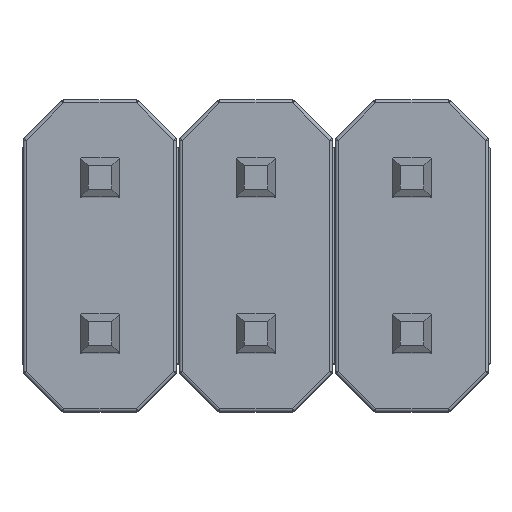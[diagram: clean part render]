
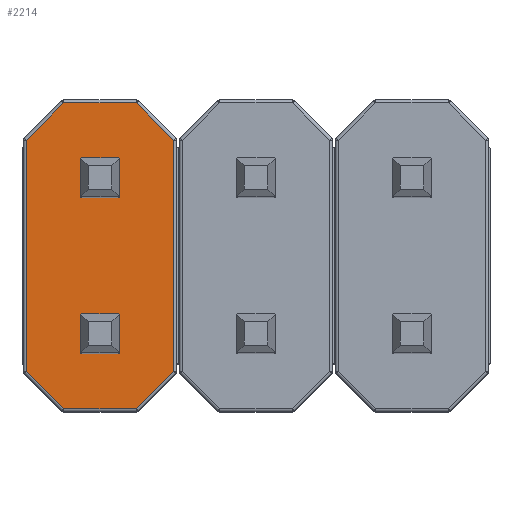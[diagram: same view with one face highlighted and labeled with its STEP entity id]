
A CAD part, top view. The second image highlights one B-rep face of the part: STEP entity #2214.
In plain terms, the highlighted planar face has unit normal (0, 0, 1).
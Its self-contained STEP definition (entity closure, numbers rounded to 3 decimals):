
#92=FACE_BOUND('',#386,.T.);
#93=FACE_BOUND('',#387,.T.);
#263=FACE_OUTER_BOUND('',#385,.T.);
#385=EDGE_LOOP('',(#1714,#1715,#1716,#1717,#1718,#1719,#1720,#1721));
#386=EDGE_LOOP('',(#1722,#1723,#1724,#1725,#1726,#1727,#1728,#1729,#1730,
#1731,#1732,#1733));
#387=EDGE_LOOP('',(#1734,#1735,#1736,#1737,#1738,#1739,#1740,#1741,#1742,
#1743,#1744,#1745));
#426=LINE('',#3168,#642);
#434=LINE('',#3186,#650);
#442=LINE('',#3204,#658);
#453=LINE('',#3234,#669);
#480=LINE('',#3303,#696);
#483=LINE('',#3309,#699);
#484=LINE('',#3311,#700);
#486=LINE('',#3314,#702);
#488=LINE('',#3318,#704);
#493=LINE('',#3327,#709);
#495=LINE('',#3333,#711);
#501=LINE('',#3345,#717);
#503=LINE('',#3351,#719);
#509=LINE('',#3363,#725);
#511=LINE('',#3368,#727);
#515=LINE('',#3375,#731);
#517=LINE('',#3380,#733);
#521=LINE('',#3387,#737);
#548=LINE('',#3510,#764);
#551=LINE('',#3542,#767);
#554=LINE('',#3565,#770);
#555=LINE('',#3573,#771);
#557=LINE('',#3576,#773);
#560=LINE('',#3582,#776);
#572=LINE('',#3600,#788);
#579=LINE('',#3611,#795);
#586=LINE('',#3624,#802);
#587=LINE('',#3625,#803);
#588=LINE('',#3626,#804);
#589=LINE('',#3627,#805);
#590=LINE('',#3628,#806);
#591=LINE('',#3629,#807);
#642=VECTOR('',#2524,10.);
#650=VECTOR('',#2536,10.);
#658=VECTOR('',#2548,10.);
#669=VECTOR('',#2575,10.);
#696=VECTOR('',#2652,10.);
#699=VECTOR('',#2657,10.);
#700=VECTOR('',#2660,10.);
#702=VECTOR('',#2664,10.);
#704=VECTOR('',#2668,10.);
#709=VECTOR('',#2675,10.);
#711=VECTOR('',#2679,10.);
#717=VECTOR('',#2687,10.);
#719=VECTOR('',#2691,10.);
#725=VECTOR('',#2699,10.);
#727=VECTOR('',#2703,10.);
#731=VECTOR('',#2709,10.);
#733=VECTOR('',#2713,10.);
#737=VECTOR('',#2719,10.);
#764=VECTOR('',#2850,10.);
#767=VECTOR('',#2889,10.);
#770=VECTOR('',#2918,10.);
#771=VECTOR('',#2929,10.);
#773=VECTOR('',#2933,10.);
#776=VECTOR('',#2942,10.);
#788=VECTOR('',#2966,10.);
#795=VECTOR('',#2981,10.);
#802=VECTOR('',#3000,10.);
#803=VECTOR('',#3001,10.);
#804=VECTOR('',#3002,10.);
#805=VECTOR('',#3003,10.);
#806=VECTOR('',#3004,10.);
#807=VECTOR('',#3005,10.);
#858=VERTEX_POINT('',#3166);
#859=VERTEX_POINT('',#3167);
#866=VERTEX_POINT('',#3184);
#867=VERTEX_POINT('',#3185);
#874=VERTEX_POINT('',#3202);
#875=VERTEX_POINT('',#3203);
#880=VERTEX_POINT('',#3217);
#886=VERTEX_POINT('',#3233);
#903=VERTEX_POINT('',#3301);
#905=VERTEX_POINT('',#3307);
#906=VERTEX_POINT('',#3317);
#909=VERTEX_POINT('',#3325);
#910=VERTEX_POINT('',#3329);
#912=VERTEX_POINT('',#3332);
#915=VERTEX_POINT('',#3339);
#917=VERTEX_POINT('',#3343);
#918=VERTEX_POINT('',#3347);
#920=VERTEX_POINT('',#3350);
#923=VERTEX_POINT('',#3357);
#925=VERTEX_POINT('',#3361);
#926=VERTEX_POINT('',#3365);
#929=VERTEX_POINT('',#3372);
#930=VERTEX_POINT('',#3377);
#933=VERTEX_POINT('',#3384);
#966=VERTEX_POINT('',#3478);
#971=VERTEX_POINT('',#3491);
#977=VERTEX_POINT('',#3505);
#983=VERTEX_POINT('',#3525);
#988=VERTEX_POINT('',#3538);
#993=VERTEX_POINT('',#3554);
#995=VERTEX_POINT('',#3560);
#997=VERTEX_POINT('',#3569);
#1034=EDGE_CURVE('',#858,#859,#426,.T.);
#1042=EDGE_CURVE('',#866,#867,#434,.T.);
#1050=EDGE_CURVE('',#874,#875,#442,.T.);
#1066=EDGE_CURVE('',#886,#880,#453,.T.);
#1104=EDGE_CURVE('',#880,#903,#480,.T.);
#1107=EDGE_CURVE('',#859,#905,#483,.T.);
#1108=EDGE_CURVE('',#903,#858,#484,.T.);
#1110=EDGE_CURVE('',#905,#866,#486,.T.);
#1112=EDGE_CURVE('',#906,#874,#488,.T.);
#1117=EDGE_CURVE('',#875,#909,#493,.T.);
#1119=EDGE_CURVE('',#912,#910,#495,.T.);
#1125=EDGE_CURVE('',#915,#917,#501,.T.);
#1127=EDGE_CURVE('',#920,#918,#503,.T.);
#1133=EDGE_CURVE('',#923,#925,#509,.T.);
#1135=EDGE_CURVE('',#925,#926,#511,.T.);
#1139=EDGE_CURVE('',#929,#912,#515,.T.);
#1141=EDGE_CURVE('',#917,#930,#517,.T.);
#1145=EDGE_CURVE('',#933,#920,#521,.T.);
#1204=EDGE_CURVE('',#966,#977,#548,.T.);
#1219=EDGE_CURVE('',#977,#988,#551,.T.);
#1231=EDGE_CURVE('',#988,#995,#554,.T.);
#1235=EDGE_CURVE('',#995,#997,#555,.T.);
#1237=EDGE_CURVE('',#997,#993,#557,.T.);
#1240=EDGE_CURVE('',#993,#983,#560,.T.);
#1252=EDGE_CURVE('',#983,#971,#572,.T.);
#1259=EDGE_CURVE('',#971,#966,#579,.T.);
#1266=EDGE_CURVE('',#867,#906,#586,.T.);
#1267=EDGE_CURVE('',#909,#886,#587,.T.);
#1268=EDGE_CURVE('',#929,#926,#588,.T.);
#1269=EDGE_CURVE('',#915,#910,#589,.T.);
#1270=EDGE_CURVE('',#933,#930,#590,.T.);
#1271=EDGE_CURVE('',#923,#918,#591,.T.);
#1714=ORIENTED_EDGE('',*,*,#1204,.F.);
#1715=ORIENTED_EDGE('',*,*,#1259,.F.);
#1716=ORIENTED_EDGE('',*,*,#1252,.F.);
#1717=ORIENTED_EDGE('',*,*,#1240,.F.);
#1718=ORIENTED_EDGE('',*,*,#1237,.F.);
#1719=ORIENTED_EDGE('',*,*,#1235,.F.);
#1720=ORIENTED_EDGE('',*,*,#1231,.F.);
#1721=ORIENTED_EDGE('',*,*,#1219,.F.);
#1722=ORIENTED_EDGE('',*,*,#1108,.T.);
#1723=ORIENTED_EDGE('',*,*,#1034,.T.);
#1724=ORIENTED_EDGE('',*,*,#1107,.T.);
#1725=ORIENTED_EDGE('',*,*,#1110,.T.);
#1726=ORIENTED_EDGE('',*,*,#1042,.T.);
#1727=ORIENTED_EDGE('',*,*,#1266,.T.);
#1728=ORIENTED_EDGE('',*,*,#1112,.T.);
#1729=ORIENTED_EDGE('',*,*,#1050,.T.);
#1730=ORIENTED_EDGE('',*,*,#1117,.T.);
#1731=ORIENTED_EDGE('',*,*,#1267,.T.);
#1732=ORIENTED_EDGE('',*,*,#1066,.T.);
#1733=ORIENTED_EDGE('',*,*,#1104,.T.);
#1734=ORIENTED_EDGE('',*,*,#1135,.T.);
#1735=ORIENTED_EDGE('',*,*,#1268,.F.);
#1736=ORIENTED_EDGE('',*,*,#1139,.T.);
#1737=ORIENTED_EDGE('',*,*,#1119,.T.);
#1738=ORIENTED_EDGE('',*,*,#1269,.F.);
#1739=ORIENTED_EDGE('',*,*,#1125,.T.);
#1740=ORIENTED_EDGE('',*,*,#1141,.T.);
#1741=ORIENTED_EDGE('',*,*,#1270,.F.);
#1742=ORIENTED_EDGE('',*,*,#1145,.T.);
#1743=ORIENTED_EDGE('',*,*,#1127,.T.);
#1744=ORIENTED_EDGE('',*,*,#1271,.F.);
#1745=ORIENTED_EDGE('',*,*,#1133,.T.);
#1977=PLANE('',#2460);
#2214=ADVANCED_FACE('',(#263,#92,#93),#1977,.T.);
#2460=AXIS2_PLACEMENT_3D('',#3623,#2998,#2999);
#2524=DIRECTION('',(0.,-1.,0.));
#2536=DIRECTION('',(-1.,0.,0.));
#2548=DIRECTION('',(0.,1.,0.));
#2575=DIRECTION('',(1.,0.,0.));
#2652=DIRECTION('',(1.,0.,0.));
#2657=DIRECTION('',(0.,-1.,0.));
#2660=DIRECTION('',(0.,-1.,0.));
#2664=DIRECTION('',(-1.,0.,0.));
#2668=DIRECTION('',(0.,1.,0.));
#2675=DIRECTION('',(0.,1.,0.));
#2679=DIRECTION('',(1.,0.,0.));
#2687=DIRECTION('',(1.,0.,0.));
#2691=DIRECTION('',(-1.,0.,0.));
#2699=DIRECTION('',(-1.,0.,0.));
#2703=DIRECTION('',(0.,1.,0.));
#2709=DIRECTION('',(0.,1.,0.));
#2713=DIRECTION('',(0.,-1.,0.));
#2719=DIRECTION('',(0.,-1.,0.));
#2850=DIRECTION('',(0.707,0.707,0.));
#2889=DIRECTION('',(1.,0.,0.));
#2918=DIRECTION('',(0.707,-0.707,0.));
#2929=DIRECTION('',(0.,-1.,0.));
#2933=DIRECTION('',(-0.707,-0.707,0.));
#2942=DIRECTION('',(-1.,0.,0.));
#2966=DIRECTION('',(-0.707,0.707,0.));
#2981=DIRECTION('',(0.,1.,0.));
#2998=DIRECTION('center_axis',(0.,0.,
1.));
#2999=DIRECTION('ref_axis',(1.,0.,0.));
#3000=DIRECTION('',(-1.,0.,0.));
#3001=DIRECTION('',(1.,0.,0.));
#3002=DIRECTION('',(0.,-1.,0.));
#3003=DIRECTION('',(-1.,0.,0.));
#3004=DIRECTION('',(0.,1.,0.));
#3005=DIRECTION('',(1.,0.,0.));
#3166=CARTESIAN_POINT('',(0.32,2.832,2.5));
#3167=CARTESIAN_POINT('',(0.32,2.243,2.5));
#3168=CARTESIAN_POINT('',(0.32,2.063,2.5));
#3184=CARTESIAN_POINT('',(0.295,2.218,2.5));
#3185=CARTESIAN_POINT('',(-0.295,2.218,2.5));
#3186=CARTESIAN_POINT('',(0.16,2.218,2.5));
#3202=CARTESIAN_POINT('',(-0.32,2.243,2.5));
#3203=CARTESIAN_POINT('',(-0.32,2.832,2.5));
#3204=CARTESIAN_POINT('',(-0.32,1.743,2.5));
#3217=CARTESIAN_POINT('',(0.295,2.858,2.5));
#3233=CARTESIAN_POINT('',(-0.295,2.858,2.5));
#3234=CARTESIAN_POINT('',(-0.16,2.858,2.5));
#3301=CARTESIAN_POINT('',(0.32,2.858,2.5));
#3303=CARTESIAN_POINT('',(-0.16,2.858,2.5));
#3307=CARTESIAN_POINT('',(0.32,2.218,2.5));
#3309=CARTESIAN_POINT('',(0.32,2.063,2.5));
#3311=CARTESIAN_POINT('',(0.32,2.063,2.5));
#3314=CARTESIAN_POINT('',(0.16,2.218,2.5));
#3317=CARTESIAN_POINT('',(-0.32,2.218,2.5));
#3318=CARTESIAN_POINT('',(-0.32,1.743,2.5));
#3325=CARTESIAN_POINT('',(-0.32,2.858,2.5));
#3327=CARTESIAN_POINT('',(-0.32,1.743,2.5));
#3329=CARTESIAN_POINT('',(-0.295,0.318,2.5));
#3332=CARTESIAN_POINT('',(-0.32,0.317,2.5));
#3333=CARTESIAN_POINT('',(-0.16,0.317,2.5));
#3339=CARTESIAN_POINT('',(0.295,0.317,2.5));
#3343=CARTESIAN_POINT('',(0.32,0.317,2.5));
#3345=CARTESIAN_POINT('',(-0.16,0.317,2.5));
#3347=CARTESIAN_POINT('',(0.295,-0.323,2.5));
#3350=CARTESIAN_POINT('',(0.32,-0.323,2.5));
#3351=CARTESIAN_POINT('',(0.16,-0.323,2.5));
#3357=CARTESIAN_POINT('',(-0.295,-0.323,2.5));
#3361=CARTESIAN_POINT('',(-0.32,-0.323,2.5));
#3363=CARTESIAN_POINT('',(0.16,-0.323,2.5));
#3365=CARTESIAN_POINT('',(-0.32,-0.297,2.5));
#3368=CARTESIAN_POINT('',(-0.32,0.472,2.5));
#3372=CARTESIAN_POINT('',(-0.32,0.292,2.5));
#3375=CARTESIAN_POINT('',(-0.32,0.472,2.5));
#3377=CARTESIAN_POINT('',(0.32,0.292,2.5));
#3380=CARTESIAN_POINT('',(0.32,0.792,2.5));
#3384=CARTESIAN_POINT('',(0.32,-0.297,2.5));
#3387=CARTESIAN_POINT('',(0.32,0.792,2.5));
#3478=CARTESIAN_POINT('',(-1.2,3.152,2.5));
#3491=CARTESIAN_POINT('',(-1.2,-0.617,2.5));
#3505=CARTESIAN_POINT('',(-0.594,3.758,2.5));
#3510=CARTESIAN_POINT('',(-1.22,3.132,2.5));
#3525=CARTESIAN_POINT('',(-0.594,-1.223,2.5));
#3538=CARTESIAN_POINT('',(0.594,3.758,2.5));
#3542=CARTESIAN_POINT('',(0.625,3.758,2.5));
#3554=CARTESIAN_POINT('',(0.594,-1.223,2.5));
#3560=CARTESIAN_POINT('',(1.2,3.152,2.5));
#3565=CARTESIAN_POINT('',(1.22,3.132,2.5));
#3569=CARTESIAN_POINT('',(1.2,-0.617,2.5));
#3573=CARTESIAN_POINT('',(1.2,-0.003,2.5));
#3576=CARTESIAN_POINT('',(1.22,-0.597,2.5));
#3582=CARTESIAN_POINT('',(-0.625,-1.223,2.5));
#3600=CARTESIAN_POINT('',(-1.22,-0.597,2.5));
#3611=CARTESIAN_POINT('',(-1.2,2.538,2.5));
#3623=CARTESIAN_POINT('Origin',(0.,1.268,2.5));
#3624=CARTESIAN_POINT('',(0.16,2.218,2.5));
#3625=CARTESIAN_POINT('',(-0.16,2.858,2.5));
#3626=CARTESIAN_POINT('',(-0.32,0.632,2.5));
#3627=CARTESIAN_POINT('',(0.,0.318,2.5));
#3628=CARTESIAN_POINT('',(0.32,0.632,2.5));
#3629=CARTESIAN_POINT('',(0.,-0.323,2.5));
